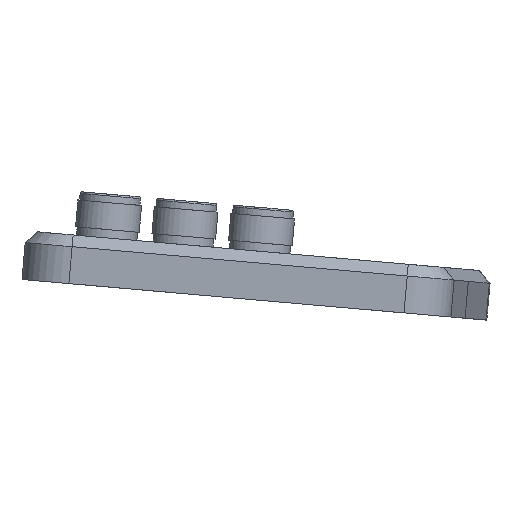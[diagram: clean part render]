
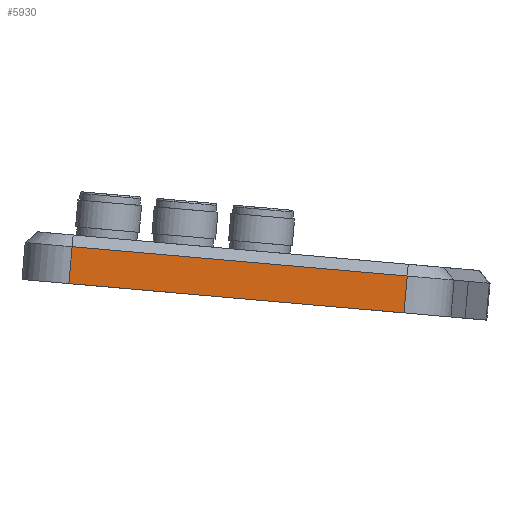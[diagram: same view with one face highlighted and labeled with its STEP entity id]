
A CAD part, left-side view. The second image highlights one B-rep face of the part: STEP entity #5930.
In plain terms, the highlighted planar face has unit normal (-1, 0, 0).
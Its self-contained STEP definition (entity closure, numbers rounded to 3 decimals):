
#239=PLANE('',#6567);
#550=FACE_OUTER_BOUND('',#913,.T.);
#913=EDGE_LOOP('',(#5414,#5415,#5416,#5417));
#1111=LINE('',#9131,#1649);
#1135=LINE('',#9196,#1673);
#1473=LINE('',#10126,#2011);
#1474=LINE('',#10128,#2012);
#1649=VECTOR('',#7301,10.);
#1673=VECTOR('',#7363,10.);
#2011=VECTOR('',#8333,10.);
#2012=VECTOR('',#8336,10.);
#2594=VERTEX_POINT('',#9128);
#2595=VERTEX_POINT('',#9130);
#2614=VERTEX_POINT('',#9186);
#2616=VERTEX_POINT('',#9192);
#3241=EDGE_CURVE('',#2594,#2595,#1111,.T.);
#3274=EDGE_CURVE('',#2614,#2616,#1135,.T.);
#3739=EDGE_CURVE('',#2594,#2616,#1473,.T.);
#3740=EDGE_CURVE('',#2595,#2614,#1474,.T.);
#5414=ORIENTED_EDGE('',*,*,#3274,.F.);
#5415=ORIENTED_EDGE('',*,*,#3740,.F.);
#5416=ORIENTED_EDGE('',*,*,#3241,.F.);
#5417=ORIENTED_EDGE('',*,*,#3739,.T.);
#5930=ADVANCED_FACE('',(#550),#239,.T.);
#6567=AXIS2_PLACEMENT_3D('',#10127,#8334,#8335);
#7301=DIRECTION('',(0.,0.996,0.087));
#7363=DIRECTION('',(0.,-0.996,-0.087));
#8333=DIRECTION('',(0.,-0.087,0.996));
#8334=DIRECTION('center_axis',(-1.,0.,0.));
#8335=DIRECTION('ref_axis',(0.,-0.996,-0.087));
#8336=DIRECTION('',(0.,-0.087,0.996));
#9128=CARTESIAN_POINT('',(-11.999,-19.12,-42.874));
#9130=CARTESIAN_POINT('',(-11.999,80.524,-34.156));
#9131=CARTESIAN_POINT('',(-11.999,80.524,-34.156));
#9186=CARTESIAN_POINT('',(-11.999,79.565,-23.198));
#9192=CARTESIAN_POINT('',(-11.999,-20.078,-31.916));
#9196=CARTESIAN_POINT('',(-11.999,51.982,-25.611));
#10126=CARTESIAN_POINT('',(-11.999,-19.73,-35.9));
#10127=CARTESIAN_POINT('Origin',(-11.999,79.914,-27.183));
#10128=CARTESIAN_POINT('',(-11.999,79.914,-27.183));
